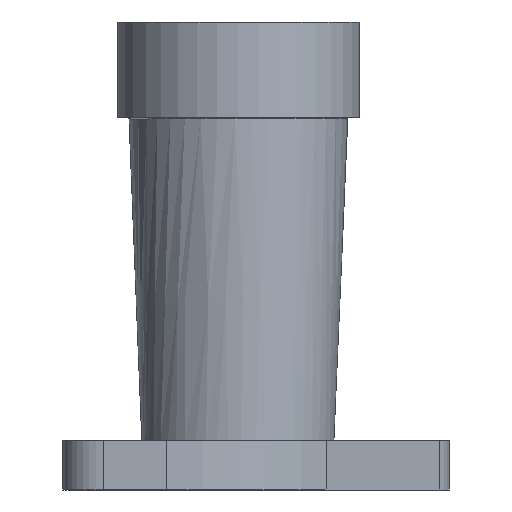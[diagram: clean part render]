
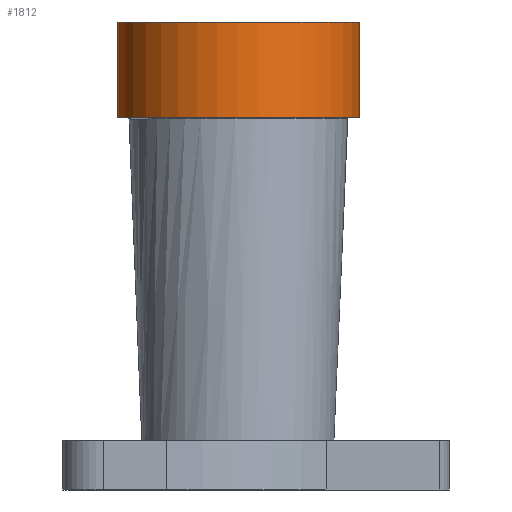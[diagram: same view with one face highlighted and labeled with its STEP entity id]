
A CAD part, left-side view. The second image highlights one B-rep face of the part: STEP entity #1812.
In plain terms, the highlighted cylindrical face has radius 27.125 mm (diameter 54.25 mm), a full revolution.
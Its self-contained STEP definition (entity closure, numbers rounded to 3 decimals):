
#37=LINE('',#2681,#140);
#140=VECTOR('',#2143,27.125);
#243=CYLINDRICAL_SURFACE('',#1927,27.125);
#382=FACE_OUTER_BOUND('',#476,.T.);
#476=EDGE_LOOP('',(#1216,#1217,#1218,#1219));
#603=CIRCLE('',#1917,27.125);
#611=CIRCLE('',#1928,27.125);
#729=VERTEX_POINT('',#2620);
#740=VERTEX_POINT('',#2680);
#909=EDGE_CURVE('',#729,#729,#603,.T.);
#923=EDGE_CURVE('',#729,#740,#37,.T.);
#924=EDGE_CURVE('',#740,#740,#611,.T.);
#1216=ORIENTED_EDGE('',*,*,#909,.F.);
#1217=ORIENTED_EDGE('',*,*,#923,.T.);
#1218=ORIENTED_EDGE('',*,*,#924,.F.);
#1219=ORIENTED_EDGE('',*,*,#923,.F.);
#1812=ADVANCED_FACE('',(#382),#243,.T.);
#1917=AXIS2_PLACEMENT_3D('',#2621,#2119,#2120);
#1927=AXIS2_PLACEMENT_3D('',#2679,#2141,#2142);
#1928=AXIS2_PLACEMENT_3D('',#2682,#2144,#2145);
#2119=DIRECTION('center_axis',(0.,0.,-1.));
#2120=DIRECTION('ref_axis',(1.,0.,0.));
#2141=DIRECTION('center_axis',(0.,0.,-1.));
#2142=DIRECTION('ref_axis',(1.,0.,0.));
#2143=DIRECTION('',(0.,0.,1.));
#2144=DIRECTION('center_axis',(0.,0.,1.));
#2145=DIRECTION('ref_axis',(1.,0.,0.));
#2620=CARTESIAN_POINT('',(-663.625,-26.607,72.398));
#2621=CARTESIAN_POINT('Origin',(-636.5,-26.607,72.398));
#2679=CARTESIAN_POINT('Origin',(-636.5,-26.607,93.778));
#2680=CARTESIAN_POINT('',(-663.625,-26.607,93.778));
#2681=CARTESIAN_POINT('',(-663.625,-26.607,93.778));
#2682=CARTESIAN_POINT('Origin',(-636.5,-26.607,93.778));
